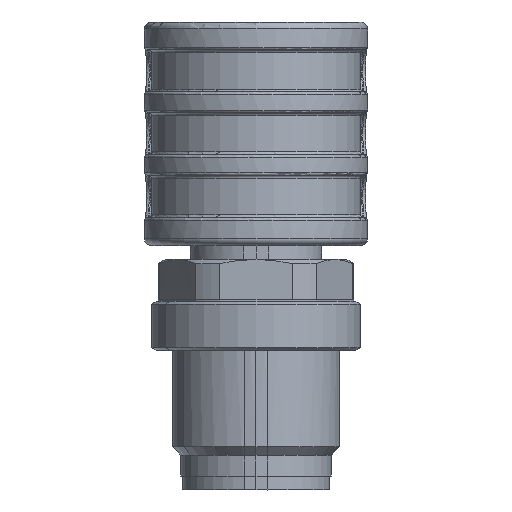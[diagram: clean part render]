
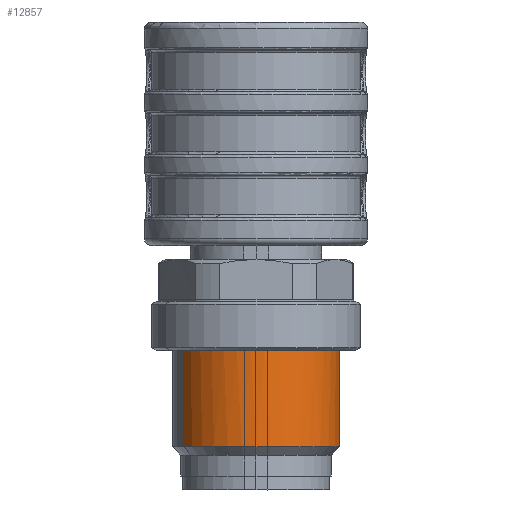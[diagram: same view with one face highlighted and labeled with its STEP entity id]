
A CAD part, front view. The second image highlights one B-rep face of the part: STEP entity #12857.
In plain terms, the highlighted cylindrical face has radius 6 mm (diameter 12 mm), a partial arc.
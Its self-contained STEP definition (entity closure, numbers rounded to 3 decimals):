
#12844=AXIS2_PLACEMENT_3D('Cylinder Axis2P3D',#12841,#12842,#12843) ;
#12848=AXIS2_PLACEMENT_3D('Circle Axis2P3D',#12846,#12847,$) ;
#12762=CARTESIAN_POINT('Vertex',(2.804,5.,9.999)) ;
#12764=CARTESIAN_POINT('Vertex',(13.196,11.,9.999)) ;
#12768=CARTESIAN_POINT('Control Point',(13.196,11.,9.999)) ;
#12769=CARTESIAN_POINT('Control Point',(13.496,10.48,9.999)) ;
#12770=CARTESIAN_POINT('Control Point',(13.731,9.923,9.999)) ;
#12771=CARTESIAN_POINT('Control Point',(13.895,9.339,9.999)) ;
#12772=CARTESIAN_POINT('Control Point',(14.073,8.143,9.999)) ;
#12773=CARTESIAN_POINT('Control Point',(13.952,6.94,9.999)) ;
#12774=CARTESIAN_POINT('Control Point',(13.816,6.349,9.999)) ;
#12775=CARTESIAN_POINT('Control Point',(13.398,5.214,9.999)) ;
#12776=CARTESIAN_POINT('Control Point',(12.715,4.216,9.999)) ;
#12777=CARTESIAN_POINT('Control Point',(12.312,3.763,9.999)) ;
#12778=CARTESIAN_POINT('Control Point',(11.402,2.967,9.999)) ;
#12779=CARTESIAN_POINT('Control Point',(10.324,2.419,9.999)) ;
#12780=CARTESIAN_POINT('Control Point',(9.753,2.214,9.999)) ;
#12781=CARTESIAN_POINT('Control Point',(8.572,1.952,9.999)) ;
#12782=CARTESIAN_POINT('Control Point',(7.364,1.988,9.999)) ;
#12783=CARTESIAN_POINT('Control Point',(6.765,2.082,9.999)) ;
#12784=CARTESIAN_POINT('Control Point',(5.603,2.418,9.999)) ;
#12785=CARTESIAN_POINT('Control Point',(4.559,3.029,9.999)) ;
#12786=CARTESIAN_POINT('Control Point',(4.079,3.399,9.999)) ;
#12787=CARTESIAN_POINT('Control Point',(3.528,3.945,9.999)) ;
#12788=CARTESIAN_POINT('Control Point',(3.074,4.568,9.999)) ;
#12789=CARTESIAN_POINT('Control Point',(2.979,4.709,9.999)) ;
#12790=CARTESIAN_POINT('Control Point',(2.889,4.853,9.999)) ;
#12791=CARTESIAN_POINT('Control Point',(2.804,5.,9.999)) ;
#12803=CARTESIAN_POINT('Line Origine',(13.196,11.,0.999)) ;
#12807=CARTESIAN_POINT('Vertex',(13.196,11.,3.099)) ;
#12826=CARTESIAN_POINT('Vertex',(2.804,5.,3.099)) ;
#12829=CARTESIAN_POINT('Line Origine',(2.804,5.,0.999)) ;
#12841=CARTESIAN_POINT('Axis2P3D Location',(8.,8.,0.999)) ;
#12846=CARTESIAN_POINT('Axis2P3D Location',(8.,8.,3.099)) ;
#12804=DIRECTION('Vector Direction',(0.,0.,-1.)) ;
#12830=DIRECTION('Vector Direction',(0.,0.,-1.)) ;
#12842=DIRECTION('Axis2P3D Direction',(0.,0.,-1.)) ;
#12843=DIRECTION('Axis2P3D XDirection',(0.866,0.5,0.)) ;
#12847=DIRECTION('Axis2P3D Direction',(0.,0.,-1.)) ;
#12805=VECTOR('Line Direction',#12804,1.) ;
#12831=VECTOR('Line Direction',#12830,1.) ;
#12852=ORIENTED_EDGE('',*,*,#12833,.F.) ;
#12853=ORIENTED_EDGE('',*,*,#12850,.F.) ;
#12854=ORIENTED_EDGE('',*,*,#12809,.F.) ;
#12855=ORIENTED_EDGE('',*,*,#12792,.T.) ;
#12857=ADVANCED_FACE('Hauptkoerper',(#12856),#12845,.T.) ;
#12767=B_SPLINE_CURVE_WITH_KNOTS('',5,(#12768,#12769,#12770,#12771,#12772,#12773,#12774,#12775,#12776,#12777,#12778,#12779,#12780,#12781,#12782,#12783,#12784,#12785,#12786,#12787,#12788,#12789,#12790,#12791),.UNSPECIFIED.,.F.,.U.,(6,3,3,3,3,3,3,6),(0.,4.243,8.485,12.728,16.97,21.213,25.456,26.657),.UNSPECIFIED.) ;
#12849=CIRCLE('generated circle',#12848,6.) ;
#12845=CYLINDRICAL_SURFACE('generated cylinder',#12844,6.) ;
#12792=EDGE_CURVE('',#12765,#12763,#12767,.T.) ;
#12809=EDGE_CURVE('',#12765,#12808,#12806,.T.) ;
#12833=EDGE_CURVE('',#12827,#12763,#12832,.F.) ;
#12850=EDGE_CURVE('',#12808,#12827,#12849,.T.) ;
#12851=EDGE_LOOP('',(#12852,#12853,#12854,#12855)) ;
#12856=FACE_OUTER_BOUND('',#12851,.T.) ;
#12806=LINE('Line',#12803,#12805) ;
#12832=LINE('Line',#12829,#12831) ;
#12763=VERTEX_POINT('',#12762) ;
#12765=VERTEX_POINT('',#12764) ;
#12808=VERTEX_POINT('',#12807) ;
#12827=VERTEX_POINT('',#12826) ;
